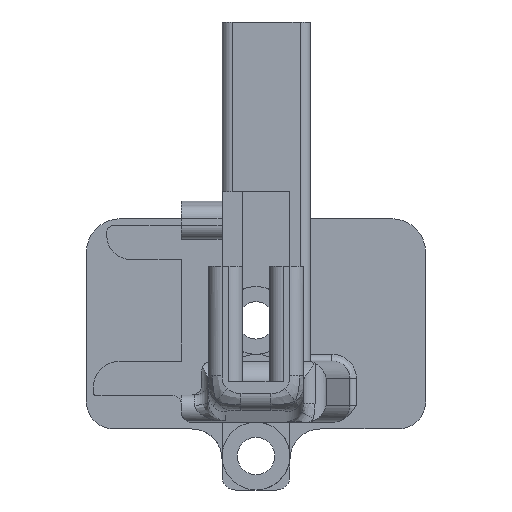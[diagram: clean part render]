
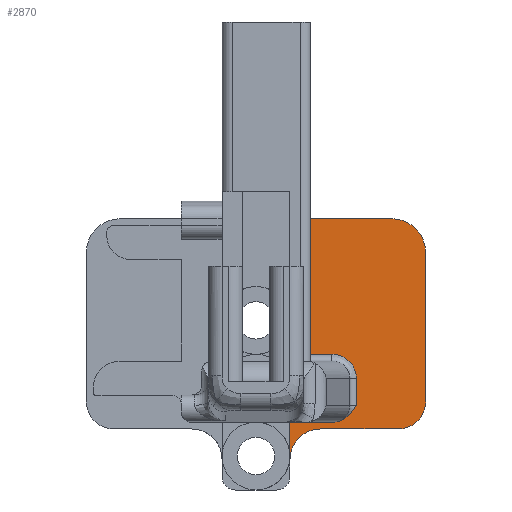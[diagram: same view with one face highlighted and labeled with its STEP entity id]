
A CAD part, front view. The second image highlights one B-rep face of the part: STEP entity #2870.
In plain terms, the highlighted planar face has unit normal (0, -1, 0).
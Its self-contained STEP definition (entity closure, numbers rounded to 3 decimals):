
#30=ELLIPSE('',#3107,3.596,3.5);
#60=PLANE('',#3114);
#154=LINE('',#5529,#404);
#164=LINE('',#5554,#414);
#220=LINE('',#6037,#470);
#222=LINE('',#6048,#472);
#227=LINE('',#6058,#477);
#228=LINE('',#6062,#478);
#229=LINE('',#6068,#479);
#230=LINE('',#6072,#480);
#231=LINE('',#6076,#481);
#232=LINE('',#6079,#482);
#404=VECTOR('',#3425,10.);
#414=VECTOR('',#3443,10.);
#470=VECTOR('',#3647,10.);
#472=VECTOR('',#3653,10.);
#477=VECTOR('',#3660,10.);
#478=VECTOR('',#3663,10.);
#479=VECTOR('',#3668,10.);
#480=VECTOR('',#3671,10.);
#481=VECTOR('',#3674,10.);
#482=VECTOR('',#3677,10.);
#739=FACE_OUTER_BOUND('',#895,.T.);
#895=EDGE_LOOP('',(#2261,#2262,#2263,#2264,#2265,#2266,#2267,#2268,#2269,
#2270,#2271,#2272,#2273,#2274,#2275,#2276,#2277,#2278,#2279));
#1069=CIRCLE('',#3099,1.);
#1073=CIRCLE('',#3115,5.);
#1074=CIRCLE('',#3116,2.);
#1075=CIRCLE('',#3117,2.);
#1076=CIRCLE('',#3118,4.5);
#1077=CIRCLE('',#3119,4.);
#1078=CIRCLE('',#3120,5.);
#1156=B_SPLINE_CURVE_WITH_KNOTS('',3,(#5515,#5516,#5517,#5518,#5519,#5520,
#5521,#5522,#5523,#5524),.UNSPECIFIED.,.F.,.F.,(4,2,2,2,4),(0.,0.12,
0.241,0.331,0.414),.UNSPECIFIED.);
#1266=VERTEX_POINT('',#5513);
#1267=VERTEX_POINT('',#5514);
#1268=VERTEX_POINT('',#5528);
#1279=VERTEX_POINT('',#5552);
#1345=VERTEX_POINT('',#5978);
#1351=VERTEX_POINT('',#6030);
#1352=VERTEX_POINT('',#6035);
#1353=VERTEX_POINT('',#6047);
#1357=VERTEX_POINT('',#6057);
#1358=VERTEX_POINT('',#6059);
#1359=VERTEX_POINT('',#6061);
#1360=VERTEX_POINT('',#6063);
#1361=VERTEX_POINT('',#6065);
#1362=VERTEX_POINT('',#6067);
#1363=VERTEX_POINT('',#6069);
#1364=VERTEX_POINT('',#6071);
#1365=VERTEX_POINT('',#6073);
#1366=VERTEX_POINT('',#6075);
#1367=VERTEX_POINT('',#6077);
#1568=EDGE_CURVE('',#1266,#1267,#1156,.F.);
#1571=EDGE_CURVE('',#1267,#1268,#154,.T.);
#1584=EDGE_CURVE('',#1266,#1279,#164,.T.);
#1681=EDGE_CURVE('',#1279,#1345,#1069,.T.);
#1695=EDGE_CURVE('',#1268,#1351,#30,.T.);
#1699=EDGE_CURVE('',#1351,#1352,#220,.T.);
#1702=EDGE_CURVE('',#1353,#1352,#222,.T.);
#1707=EDGE_CURVE('',#1345,#1357,#227,.T.);
#1708=EDGE_CURVE('',#1357,#1358,#1073,.T.);
#1709=EDGE_CURVE('',#1358,#1359,#228,.T.);
#1710=EDGE_CURVE('',#1359,#1360,#1074,.T.);
#1711=EDGE_CURVE('',#1360,#1361,#1075,.T.);
#1712=EDGE_CURVE('',#1361,#1362,#229,.T.);
#1713=EDGE_CURVE('',#1362,#1363,#1076,.T.);
#1714=EDGE_CURVE('',#1363,#1364,#230,.T.);
#1715=EDGE_CURVE('',#1364,#1365,#1077,.T.);
#1716=EDGE_CURVE('',#1365,#1366,#231,.T.);
#1717=EDGE_CURVE('',#1366,#1367,#1078,.T.);
#1718=EDGE_CURVE('',#1367,#1353,#232,.T.);
#2261=ORIENTED_EDGE('',*,*,#1699,.F.);
#2262=ORIENTED_EDGE('',*,*,#1695,.F.);
#2263=ORIENTED_EDGE('',*,*,#1571,.F.);
#2264=ORIENTED_EDGE('',*,*,#1568,.F.);
#2265=ORIENTED_EDGE('',*,*,#1584,.T.);
#2266=ORIENTED_EDGE('',*,*,#1681,.T.);
#2267=ORIENTED_EDGE('',*,*,#1707,.T.);
#2268=ORIENTED_EDGE('',*,*,#1708,.T.);
#2269=ORIENTED_EDGE('',*,*,#1709,.T.);
#2270=ORIENTED_EDGE('',*,*,#1710,.T.);
#2271=ORIENTED_EDGE('',*,*,#1711,.T.);
#2272=ORIENTED_EDGE('',*,*,#1712,.T.);
#2273=ORIENTED_EDGE('',*,*,#1713,.T.);
#2274=ORIENTED_EDGE('',*,*,#1714,.T.);
#2275=ORIENTED_EDGE('',*,*,#1715,.T.);
#2276=ORIENTED_EDGE('',*,*,#1716,.T.);
#2277=ORIENTED_EDGE('',*,*,#1717,.T.);
#2278=ORIENTED_EDGE('',*,*,#1718,.T.);
#2279=ORIENTED_EDGE('',*,*,#1702,.T.);
#2870=ADVANCED_FACE('',(#739),#60,.F.);
#3099=AXIS2_PLACEMENT_3D('',#5980,#3609,#3610);
#3107=AXIS2_PLACEMENT_3D('',#6031,#3637,#3638);
#3114=AXIS2_PLACEMENT_3D('',#6056,#3658,#3659);
#3115=AXIS2_PLACEMENT_3D('',#6060,#3661,#3662);
#3116=AXIS2_PLACEMENT_3D('',#6064,#3664,#3665);
#3117=AXIS2_PLACEMENT_3D('',#6066,#3666,#3667);
#3118=AXIS2_PLACEMENT_3D('',#6070,#3669,#3670);
#3119=AXIS2_PLACEMENT_3D('',#6074,#3672,#3673);
#3120=AXIS2_PLACEMENT_3D('',#6078,#3675,#3676);
#3425=DIRECTION('',(0.,0.,1.));
#3443=DIRECTION('',(-1.,0.,0.));
#3609=DIRECTION('center_axis',(0.,1.,0.));
#3610=DIRECTION('ref_axis',(-0.707,0.,-0.707));
#3637=DIRECTION('center_axis',(0.,-1.,0.));
#3638=DIRECTION('ref_axis',(1.,0.,0.));
#3647=DIRECTION('',(-1.,0.,0.));
#3653=DIRECTION('',(0.,0.,-1.));
#3658=DIRECTION('center_axis',(0.,1.,0.));
#3659=DIRECTION('ref_axis',(1.,0.,0.));
#3660=DIRECTION('',(0.,0.,-1.));
#3661=DIRECTION('center_axis',(0.,1.,0.));
#3662=DIRECTION('ref_axis',(1.,0.,0.));
#3663=DIRECTION('',(0.,0.,-1.));
#3664=DIRECTION('center_axis',(0.,1.,0.));
#3665=DIRECTION('ref_axis',(0.,0.,-1.));
#3666=DIRECTION('center_axis',(0.,-1.,0.));
#3667=DIRECTION('ref_axis',(1.,0.,0.));
#3668=DIRECTION('',(0.,0.,1.));
#3669=DIRECTION('center_axis',(0.,1.,0.));
#3670=DIRECTION('ref_axis',(-1.,0.,0.));
#3671=DIRECTION('',(1.,0.,0.));
#3672=DIRECTION('center_axis',(0.,-1.,0.));
#3673=DIRECTION('ref_axis',(1.,0.,0.));
#3674=DIRECTION('',(0.,0.,1.));
#3675=DIRECTION('center_axis',(0.,-1.,0.));
#3676=DIRECTION('ref_axis',(1.,0.,0.));
#3677=DIRECTION('',(-1.,0.,0.));
#5513=CARTESIAN_POINT('',(36.431,0.,20.));
#5514=CARTESIAN_POINT('',(39.785,0.,22.5));
#5515=CARTESIAN_POINT('Ctrl Pts',(39.785,0.,22.5));
#5516=CARTESIAN_POINT('Ctrl Pts',(39.571,0.,
22.161));
#5517=CARTESIAN_POINT('Ctrl Pts',(39.335,0.,21.787));
#5518=CARTESIAN_POINT('Ctrl Pts',(38.792,0.,21.104));
#5519=CARTESIAN_POINT('Ctrl Pts',(38.482,0.,20.797));
#5520=CARTESIAN_POINT('Ctrl Pts',(37.908,0.,20.396));
#5521=CARTESIAN_POINT('Ctrl Pts',(37.589,0.,20.232));
#5522=CARTESIAN_POINT('Ctrl Pts',(37.04,0.,20.054));
#5523=CARTESIAN_POINT('Ctrl Pts',(36.71,0.,20.));
#5524=CARTESIAN_POINT('Ctrl Pts',(36.431,0.,20.));
#5528=CARTESIAN_POINT('',(39.785,0.,26.5));
#5529=CARTESIAN_POINT('',(39.785,0.,23.625));
#5552=CARTESIAN_POINT('',(30.993,0.,20.));
#5554=CARTESIAN_POINT('',(35.5,0.,20.));
#5978=CARTESIAN_POINT('',(30.,0.,20.885));
#5980=CARTESIAN_POINT('Origin',(30.993,0.,21.));
#6030=CARTESIAN_POINT('',(36.19,0.,30.));
#6031=CARTESIAN_POINT('Origin',(36.19,0.,26.5));
#6035=CARTESIAN_POINT('',(33.,0.,30.));
#6037=CARTESIAN_POINT('',(22.5,0.,30.));
#6047=CARTESIAN_POINT('',(33.,0.,50.));
#6048=CARTESIAN_POINT('',(33.,0.,12.5));
#6056=CARTESIAN_POINT('Origin',(25.,0.,25.));
#6057=CARTESIAN_POINT('',(30.,0.,15.072));
#6058=CARTESIAN_POINT('',(30.,0.,18.5));
#6059=CARTESIAN_POINT('',(30.,0.,14.928));
#6060=CARTESIAN_POINT('Origin',(25.001,0.,15.));
#6061=CARTESIAN_POINT('',(30.,0.,12.));
#6062=CARTESIAN_POINT('',(30.,0.,18.5));
#6063=CARTESIAN_POINT('',(28.001,0.,10.));
#6064=CARTESIAN_POINT('Origin',(28.,0.,12.));
#6065=CARTESIAN_POINT('',(30.001,0.,12.));
#6066=CARTESIAN_POINT('Origin',(28.001,0.,12.));
#6067=CARTESIAN_POINT('',(30.001,0.,14.5));
#6068=CARTESIAN_POINT('',(30.001,0.,12.));
#6069=CARTESIAN_POINT('',(34.501,0.,19.));
#6070=CARTESIAN_POINT('Origin',(34.501,0.,14.5));
#6071=CARTESIAN_POINT('',(46.,0.,19.));
#6072=CARTESIAN_POINT('',(35.5,0.,19.));
#6073=CARTESIAN_POINT('',(50.,0.,23.));
#6074=CARTESIAN_POINT('Origin',(46.,0.,23.));
#6075=CARTESIAN_POINT('',(50.,0.,45.));
#6076=CARTESIAN_POINT('',(50.,0.,42.5));
#6077=CARTESIAN_POINT('',(45.,0.,50.));
#6078=CARTESIAN_POINT('Origin',(45.,0.,45.));
#6079=CARTESIAN_POINT('',(20.,0.,50.));
